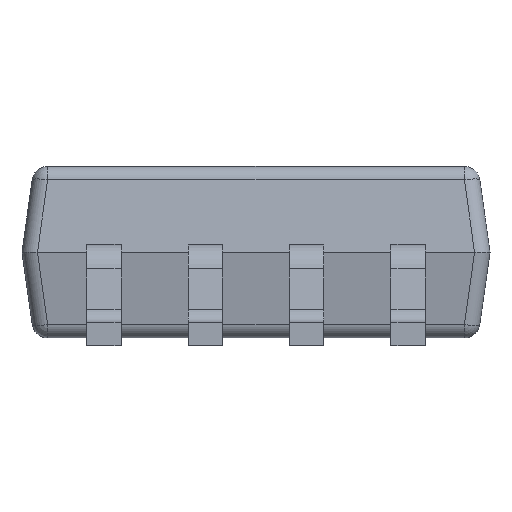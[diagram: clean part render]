
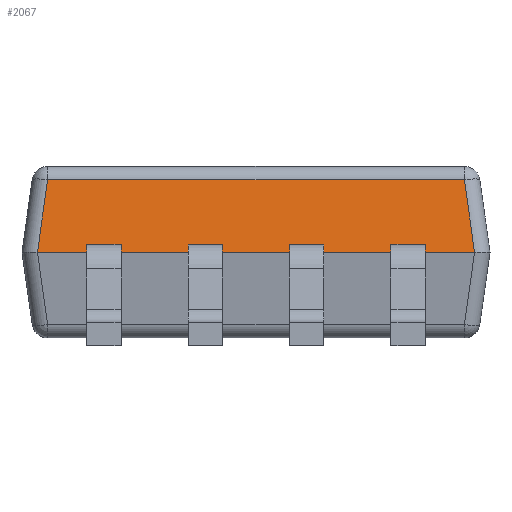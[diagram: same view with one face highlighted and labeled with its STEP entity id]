
A CAD part, front view. The second image highlights one B-rep face of the part: STEP entity #2067.
In plain terms, the highlighted planar face has unit normal (0, -0.99, 0.139).
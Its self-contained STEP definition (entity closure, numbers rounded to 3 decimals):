
#1914 = VERTEX_POINT('',#1915);
#1915 = CARTESIAN_POINT('',(1.401,-1.4,0.6));
#1921 = EDGE_CURVE('',#1922,#1914,#1924,.T.);
#1922 = VERTEX_POINT('',#1923);
#1923 = CARTESIAN_POINT('',(1.085,-1.4,0.6));
#1924 = LINE('',#1925,#1926);
#1925 = CARTESIAN_POINT('',(-1.5,-1.4,0.6));
#1926 = VECTOR('',#1927,1.);
#1927 = DIRECTION('',(1.,0.,0.));
#1946 = VERTEX_POINT('',#1947);
#1947 = CARTESIAN_POINT('',(0.865,-1.4,0.6));
#1953 = EDGE_CURVE('',#1954,#1946,#1956,.T.);
#1954 = VERTEX_POINT('',#1955);
#1955 = CARTESIAN_POINT('',(0.435,-1.4,0.6));
#1956 = LINE('',#1957,#1958);
#1957 = CARTESIAN_POINT('',(-1.5,-1.4,0.6));
#1958 = VECTOR('',#1959,1.);
#1959 = DIRECTION('',(1.,0.,0.));
#1978 = VERTEX_POINT('',#1979);
#1979 = CARTESIAN_POINT('',(0.215,-1.4,0.6));
#1985 = EDGE_CURVE('',#1986,#1978,#1988,.T.);
#1986 = VERTEX_POINT('',#1987);
#1987 = CARTESIAN_POINT('',(-0.215,-1.4,0.6));
#1988 = LINE('',#1989,#1990);
#1989 = CARTESIAN_POINT('',(-1.5,-1.4,0.6));
#1990 = VECTOR('',#1991,1.);
#1991 = DIRECTION('',(1.,0.,0.));
#2010 = VERTEX_POINT('',#2011);
#2011 = CARTESIAN_POINT('',(-0.435,-1.4,0.6));
#2017 = EDGE_CURVE('',#2018,#2010,#2020,.T.);
#2018 = VERTEX_POINT('',#2019);
#2019 = CARTESIAN_POINT('',(-0.865,-1.4,0.6));
#2020 = LINE('',#2021,#2022);
#2021 = CARTESIAN_POINT('',(-1.5,-1.4,0.6));
#2022 = VECTOR('',#2023,1.);
#2023 = DIRECTION('',(1.,0.,0.));
#2042 = VERTEX_POINT('',#2043);
#2043 = CARTESIAN_POINT('',(-1.085,-1.4,0.6));
#2049 = EDGE_CURVE('',#2050,#2042,#2052,.T.);
#2050 = VERTEX_POINT('',#2051);
#2051 = CARTESIAN_POINT('',(-1.401,-1.4,0.6));
#2052 = LINE('',#2053,#2054);
#2053 = CARTESIAN_POINT('',(-1.5,-1.4,0.6));
#2054 = VECTOR('',#2055,1.);
#2055 = DIRECTION('',(1.,0.,0.));
#2067 = ADVANCED_FACE('',(#2068),#2185,.T.);
#2068 = FACE_BOUND('',#2069,.T.);
#2069 = EDGE_LOOP('',(#2070,#2071,#2079,#2087,#2093,#2094,#2102,#2110,
    #2116,#2117,#2125,#2133,#2139,#2140,#2148,#2156,#2162,#2163,#2171,
    #2179));
#2070 = ORIENTED_EDGE('',*,*,#1921,.T.);
#2071 = ORIENTED_EDGE('',*,*,#2072,.T.);
#2072 = EDGE_CURVE('',#1914,#2073,#2075,.T.);
#2073 = VERTEX_POINT('',#2074);
#2074 = CARTESIAN_POINT('',(1.336,-1.335,
    1.064));
#2075 = LINE('',#2076,#2077);
#2076 = CARTESIAN_POINT('',(1.346,-1.345,
    0.992));
#2077 = VECTOR('',#2078,1.);
#2078 = DIRECTION('',(-0.138,0.138,0.981));
#2079 = ORIENTED_EDGE('',*,*,#2080,.T.);
#2080 = EDGE_CURVE('',#2073,#2081,#2083,.T.);
#2081 = VERTEX_POINT('',#2082);
#2082 = CARTESIAN_POINT('',(-1.336,-1.335,
    1.064));
#2083 = LINE('',#2084,#2085);
#2084 = CARTESIAN_POINT('',(-1.423,-1.335,
    1.064));
#2085 = VECTOR('',#2086,1.);
#2086 = DIRECTION('',(-1.,-0.,-0.));
#2087 = ORIENTED_EDGE('',*,*,#2088,.T.);
#2088 = EDGE_CURVE('',#2081,#2050,#2089,.T.);
#2089 = LINE('',#2090,#2091);
#2090 = CARTESIAN_POINT('',(-1.403,-1.402,
    0.587));
#2091 = VECTOR('',#2092,1.);
#2092 = DIRECTION('',(-0.138,-0.138,-0.981));
#2093 = ORIENTED_EDGE('',*,*,#2049,.T.);
#2094 = ORIENTED_EDGE('',*,*,#2095,.T.);
#2095 = EDGE_CURVE('',#2042,#2096,#2098,.T.);
#2096 = VERTEX_POINT('',#2097);
#2097 = CARTESIAN_POINT('',(-1.085,-1.393,0.65));
#2098 = LINE('',#2099,#2100);
#2099 = CARTESIAN_POINT('',(-1.085,-1.4,0.6));
#2100 = VECTOR('',#2101,1.);
#2101 = DIRECTION('',(0.,0.139,0.99));
#2102 = ORIENTED_EDGE('',*,*,#2103,.F.);
#2103 = EDGE_CURVE('',#2104,#2096,#2106,.T.);
#2104 = VERTEX_POINT('',#2105);
#2105 = CARTESIAN_POINT('',(-0.865,-1.393,0.65));
#2106 = LINE('',#2107,#2108);
#2107 = CARTESIAN_POINT('',(-2.8,-1.393,0.65));
#2108 = VECTOR('',#2109,1.);
#2109 = DIRECTION('',(-1.,-0.,-0.));
#2110 = ORIENTED_EDGE('',*,*,#2111,.F.);
#2111 = EDGE_CURVE('',#2018,#2104,#2112,.T.);
#2112 = LINE('',#2113,#2114);
#2113 = CARTESIAN_POINT('',(-0.865,-1.4,0.6));
#2114 = VECTOR('',#2115,1.);
#2115 = DIRECTION('',(0.,0.139,0.99));
#2116 = ORIENTED_EDGE('',*,*,#2017,.T.);
#2117 = ORIENTED_EDGE('',*,*,#2118,.T.);
#2118 = EDGE_CURVE('',#2010,#2119,#2121,.T.);
#2119 = VERTEX_POINT('',#2120);
#2120 = CARTESIAN_POINT('',(-0.435,-1.393,0.65));
#2121 = LINE('',#2122,#2123);
#2122 = CARTESIAN_POINT('',(-0.435,-1.4,0.6));
#2123 = VECTOR('',#2124,1.);
#2124 = DIRECTION('',(0.,0.139,0.99));
#2125 = ORIENTED_EDGE('',*,*,#2126,.F.);
#2126 = EDGE_CURVE('',#2127,#2119,#2129,.T.);
#2127 = VERTEX_POINT('',#2128);
#2128 = CARTESIAN_POINT('',(-0.215,-1.393,0.65));
#2129 = LINE('',#2130,#2131);
#2130 = CARTESIAN_POINT('',(-2.15,-1.393,0.65));
#2131 = VECTOR('',#2132,1.);
#2132 = DIRECTION('',(-1.,-0.,-0.));
#2133 = ORIENTED_EDGE('',*,*,#2134,.F.);
#2134 = EDGE_CURVE('',#1986,#2127,#2135,.T.);
#2135 = LINE('',#2136,#2137);
#2136 = CARTESIAN_POINT('',(-0.215,-1.4,0.6));
#2137 = VECTOR('',#2138,1.);
#2138 = DIRECTION('',(0.,0.139,0.99));
#2139 = ORIENTED_EDGE('',*,*,#1985,.T.);
#2140 = ORIENTED_EDGE('',*,*,#2141,.T.);
#2141 = EDGE_CURVE('',#1978,#2142,#2144,.T.);
#2142 = VERTEX_POINT('',#2143);
#2143 = CARTESIAN_POINT('',(0.215,-1.393,0.65));
#2144 = LINE('',#2145,#2146);
#2145 = CARTESIAN_POINT('',(0.215,-1.4,0.6));
#2146 = VECTOR('',#2147,1.);
#2147 = DIRECTION('',(0.,0.139,0.99));
#2148 = ORIENTED_EDGE('',*,*,#2149,.F.);
#2149 = EDGE_CURVE('',#2150,#2142,#2152,.T.);
#2150 = VERTEX_POINT('',#2151);
#2151 = CARTESIAN_POINT('',(0.435,-1.393,0.65));
#2152 = LINE('',#2153,#2154);
#2153 = CARTESIAN_POINT('',(-1.5,-1.393,0.65));
#2154 = VECTOR('',#2155,1.);
#2155 = DIRECTION('',(-1.,-0.,-0.));
#2156 = ORIENTED_EDGE('',*,*,#2157,.F.);
#2157 = EDGE_CURVE('',#1954,#2150,#2158,.T.);
#2158 = LINE('',#2159,#2160);
#2159 = CARTESIAN_POINT('',(0.435,-1.4,0.6));
#2160 = VECTOR('',#2161,1.);
#2161 = DIRECTION('',(0.,0.139,0.99));
#2162 = ORIENTED_EDGE('',*,*,#1953,.T.);
#2163 = ORIENTED_EDGE('',*,*,#2164,.T.);
#2164 = EDGE_CURVE('',#1946,#2165,#2167,.T.);
#2165 = VERTEX_POINT('',#2166);
#2166 = CARTESIAN_POINT('',(0.865,-1.393,0.65));
#2167 = LINE('',#2168,#2169);
#2168 = CARTESIAN_POINT('',(0.865,-1.4,0.6));
#2169 = VECTOR('',#2170,1.);
#2170 = DIRECTION('',(0.,0.139,0.99));
#2171 = ORIENTED_EDGE('',*,*,#2172,.F.);
#2172 = EDGE_CURVE('',#2173,#2165,#2175,.T.);
#2173 = VERTEX_POINT('',#2174);
#2174 = CARTESIAN_POINT('',(1.085,-1.393,0.65));
#2175 = LINE('',#2176,#2177);
#2176 = CARTESIAN_POINT('',(-0.85,-1.393,0.65));
#2177 = VECTOR('',#2178,1.);
#2178 = DIRECTION('',(-1.,-0.,-0.));
#2179 = ORIENTED_EDGE('',*,*,#2180,.F.);
#2180 = EDGE_CURVE('',#1922,#2173,#2181,.T.);
#2181 = LINE('',#2182,#2183);
#2182 = CARTESIAN_POINT('',(1.085,-1.4,0.6));
#2183 = VECTOR('',#2184,1.);
#2184 = DIRECTION('',(0.,0.139,0.99));
#2185 = PLANE('',#2186);
#2186 = AXIS2_PLACEMENT_3D('',#2187,#2188,#2189);
#2187 = CARTESIAN_POINT('',(-1.5,-1.4,0.6));
#2188 = DIRECTION('',(0.,-0.99,0.139));
#2189 = DIRECTION('',(0.,-0.139,-0.99));
